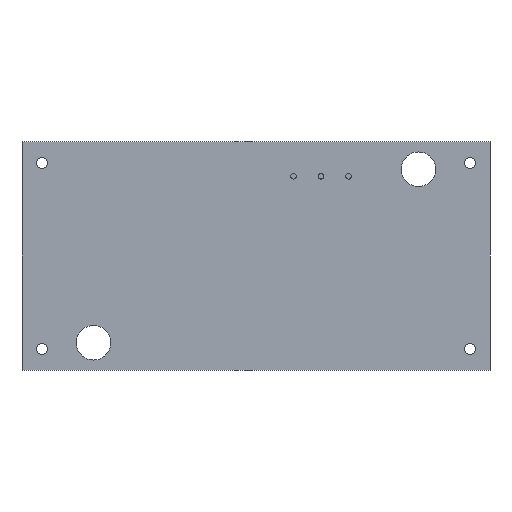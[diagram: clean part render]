
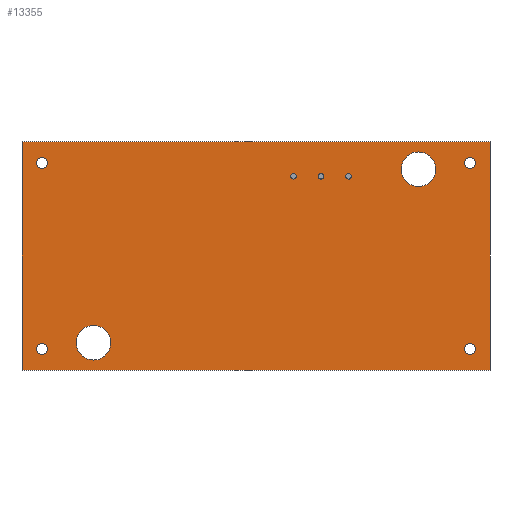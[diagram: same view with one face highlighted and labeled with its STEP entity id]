
A CAD part, front view. The second image highlights one B-rep face of the part: STEP entity #13355.
In plain terms, the highlighted planar face has unit normal (0, -1, 0).
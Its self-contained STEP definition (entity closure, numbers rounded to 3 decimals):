
#946=LINE('',#18685,#2232);
#950=LINE('',#18693,#2236);
#953=LINE('',#18699,#2239);
#956=LINE('',#18704,#2242);
#2232=VECTOR('',#15260,10.);
#2236=VECTOR('',#15266,10.);
#2239=VECTOR('',#15271,10.);
#2242=VECTOR('',#15276,10.);
#3523=PLANE('',#14170);
#3955=FACE_BOUND('',#4821,.T.);
#3956=FACE_BOUND('',#4822,.T.);
#3957=FACE_BOUND('',#4823,.T.);
#3958=FACE_BOUND('',#4824,.T.);
#3959=FACE_BOUND('',#4825,.T.);
#3960=FACE_BOUND('',#4826,.T.);
#4029=FACE_OUTER_BOUND('',#4820,.T.);
#4820=EDGE_LOOP('',(#9266,#9267,#9268,#9269));
#4821=EDGE_LOOP('',(#9270));
#4822=EDGE_LOOP('',(#9271));
#4823=EDGE_LOOP('',(#9272));
#4824=EDGE_LOOP('',(#9273));
#4825=EDGE_LOOP('',(#9274));
#4826=EDGE_LOOP('',(#9275));
#5652=CIRCLE('',#14149,1.6);
#5654=CIRCLE('',#14152,0.5);
#5656=CIRCLE('',#14155,0.5);
#5658=CIRCLE('',#14158,0.5);
#5660=CIRCLE('',#14161,0.5);
#5662=CIRCLE('',#14164,1.6);
#5999=VERTEX_POINT('',#18655);
#6001=VERTEX_POINT('',#18660);
#6003=VERTEX_POINT('',#18665);
#6005=VERTEX_POINT('',#18670);
#6007=VERTEX_POINT('',#18675);
#6009=VERTEX_POINT('',#18680);
#6010=VERTEX_POINT('',#18683);
#6011=VERTEX_POINT('',#18684);
#6014=VERTEX_POINT('',#18692);
#6016=VERTEX_POINT('',#18698);
#7272=EDGE_CURVE('',#5999,#5999,#5652,.T.);
#7274=EDGE_CURVE('',#6001,#6001,#5654,.T.);
#7276=EDGE_CURVE('',#6003,#6003,#5656,.T.);
#7278=EDGE_CURVE('',#6005,#6005,#5658,.T.);
#7280=EDGE_CURVE('',#6007,#6007,#5660,.T.);
#7282=EDGE_CURVE('',#6009,#6009,#5662,.T.);
#7283=EDGE_CURVE('',#6010,#6011,#946,.T.);
#7287=EDGE_CURVE('',#6011,#6014,#950,.T.);
#7290=EDGE_CURVE('',#6014,#6016,#953,.T.);
#7293=EDGE_CURVE('',#6016,#6010,#956,.T.);
#9266=ORIENTED_EDGE('',*,*,#7293,.T.);
#9267=ORIENTED_EDGE('',*,*,#7283,.T.);
#9268=ORIENTED_EDGE('',*,*,#7287,.T.);
#9269=ORIENTED_EDGE('',*,*,#7290,.T.);
#9270=ORIENTED_EDGE('',*,*,#7272,.T.);
#9271=ORIENTED_EDGE('',*,*,#7274,.T.);
#9272=ORIENTED_EDGE('',*,*,#7276,.T.);
#9273=ORIENTED_EDGE('',*,*,#7278,.T.);
#9274=ORIENTED_EDGE('',*,*,#7280,.T.);
#9275=ORIENTED_EDGE('',*,*,#7282,.T.);
#13355=ADVANCED_FACE('',(#4029,#3955,#3956,#3957,#3958,#3959,#3960),#3523,
 .F.);
#14149=AXIS2_PLACEMENT_3D('',#18656,#15226,#15227);
#14152=AXIS2_PLACEMENT_3D('',#18661,#15232,#15233);
#14155=AXIS2_PLACEMENT_3D('',#18666,#15238,#15239);
#14158=AXIS2_PLACEMENT_3D('',#18671,#15244,#15245);
#14161=AXIS2_PLACEMENT_3D('',#18676,#15250,#15251);
#14164=AXIS2_PLACEMENT_3D('',#18681,#15256,#15257);
#14170=AXIS2_PLACEMENT_3D('',#18707,#15280,#15281);
#15226=DIRECTION('center_axis',(0.,1.,0.));
#15227=DIRECTION('ref_axis',(1.,0.,0.));
#15232=DIRECTION('center_axis',(0.,1.,0.));
#15233=DIRECTION('ref_axis',(1.,0.,0.));
#15238=DIRECTION('center_axis',(0.,1.,0.));
#15239=DIRECTION('ref_axis',(1.,0.,0.));
#15244=DIRECTION('center_axis',(0.,1.,0.));
#15245=DIRECTION('ref_axis',(1.,0.,0.));
#15250=DIRECTION('center_axis',(0.,1.,0.));
#15251=DIRECTION('ref_axis',(1.,0.,0.));
#15256=DIRECTION('center_axis',(0.,1.,0.));
#15257=DIRECTION('ref_axis',(1.,0.,0.));
#15260=DIRECTION('',(0.,0.,1.));
#15266=DIRECTION('',(-1.,0.,0.));
#15271=DIRECTION('',(0.,0.,-1.));
#15276=DIRECTION('',(1.,0.,0.));
#15280=DIRECTION('center_axis',(0.,1.,0.));
#15281=DIRECTION('ref_axis',(1.,0.,0.));
#18655=CARTESIAN_POINT('',(-16.586,0.,-8.001));
#18656=CARTESIAN_POINT('Origin',(-14.986,0.,-8.001));
#18660=CARTESIAN_POINT('',(-20.249,0.,-8.573));
#18661=CARTESIAN_POINT('Origin',(-19.749,0.,-8.573));
#18665=CARTESIAN_POINT('',(19.249,0.,8.573));
#18666=CARTESIAN_POINT('Origin',(19.749,0.,8.573));
#18670=CARTESIAN_POINT('',(-20.249,0.,8.573));
#18671=CARTESIAN_POINT('Origin',(-19.749,0.,8.573));
#18675=CARTESIAN_POINT('',(19.249,0.,-8.573));
#18676=CARTESIAN_POINT('Origin',(19.749,0.,-8.573));
#18680=CARTESIAN_POINT('',(13.386,0.,8.001));
#18681=CARTESIAN_POINT('Origin',(14.986,0.,8.001));
#18683=CARTESIAN_POINT('',(21.59,0.,-10.541));
#18684=CARTESIAN_POINT('',(21.59,0.,10.541));
#18685=CARTESIAN_POINT('',(21.59,0.,-10.541));
#18692=CARTESIAN_POINT('',(-21.59,0.,10.541));
#18693=CARTESIAN_POINT('',(21.59,0.,10.541));
#18698=CARTESIAN_POINT('',(-21.59,0.,-10.541));
#18699=CARTESIAN_POINT('',(-21.59,0.,10.541));
#18704=CARTESIAN_POINT('',(-21.59,0.,-10.541));
#18707=CARTESIAN_POINT('Origin',(0.,0.,0.));
